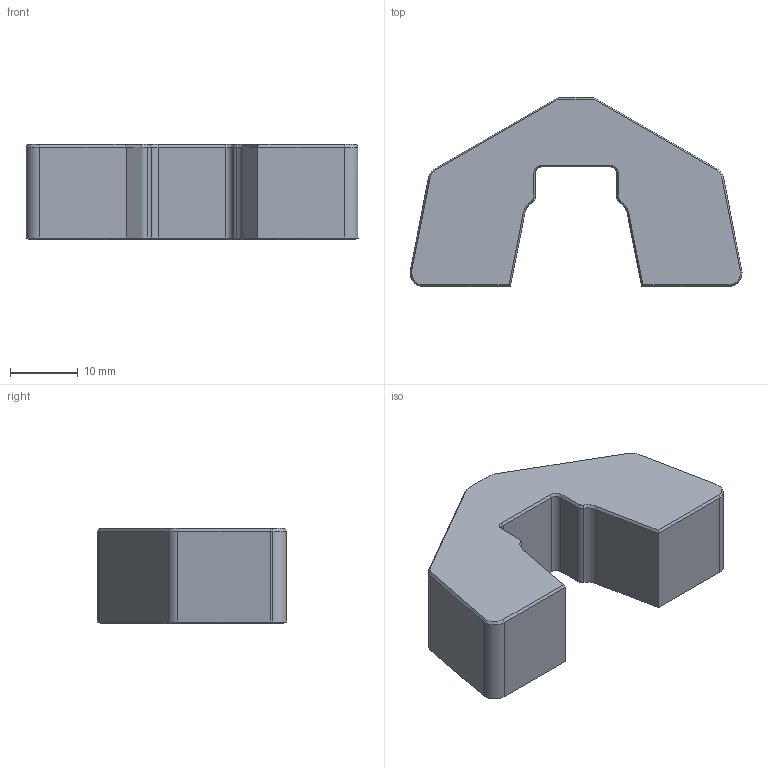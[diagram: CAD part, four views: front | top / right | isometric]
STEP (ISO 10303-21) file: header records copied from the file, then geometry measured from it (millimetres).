
FILE_DESCRIPTION (( 'STEP AP203' ), '1' );
FILE_NAME ('Coffin Dodger Y Splitter Jig Step 2.STEP', '2025-03-04T18:21:45', ( '' ), ( '' ), 'SwSTEP 2.0', 'SolidWorks 2025', '' );
FILE_SCHEMA (( 'CONFIG_CONTROL_DESIGN' ));
Length unit declared in the file: millimetre
Products named in the file (1): Coffin Dodger Y Splitter Jig Step 2
Bounding box: 48.85 x 27.8 x 14 mm (x, y, z)
Volume: 10804.4 mm3; surface area: 3712.4 mm2
Topology: 1 solids, 1 shells, 77 faces, 176 edges, 101 vertices
Faces by surface type: plane 38, cone 26, cylinder 13
Entity records: 2188 total; most frequent: DIRECTION 385, CARTESIAN_POINT 355, ORIENTED_EDGE 352, EDGE_CURVE 176, AXIS2_PLACEMENT_3D 131, LINE 123, VECTOR 123, VERTEX_POINT 101
